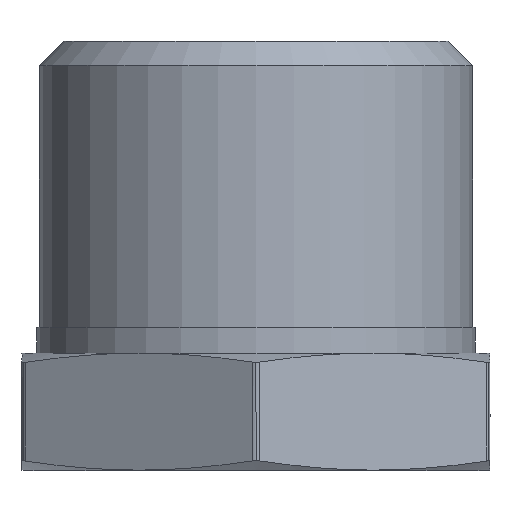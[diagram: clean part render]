
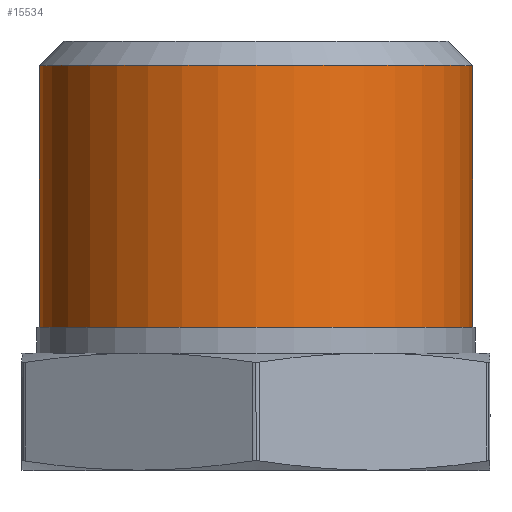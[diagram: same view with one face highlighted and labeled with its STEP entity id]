
A CAD part, top view. The second image highlights one B-rep face of the part: STEP entity #15534.
In plain terms, the highlighted cylindrical face has radius 8.331 mm (diameter 16.662 mm), a partial arc.
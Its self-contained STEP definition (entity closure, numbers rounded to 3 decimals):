
#14 = ORIENTED_EDGE ( 'NONE', *, *, #5354, .T. ) ;
#1586 = DIRECTION ( 'NONE',  ( 1., 0., 0. ) ) ;
#2383 = CARTESIAN_POINT ( 'NONE',  ( 0., 4.5, 0. ) ) ;
#2701 = CIRCLE ( 'NONE', #14511, 8.331 ) ;
#2851 = VERTEX_POINT ( 'NONE', #12757 ) ;
#3029 = CARTESIAN_POINT ( 'NONE',  ( -8.331, 4.5, 0. ) ) ;
#3376 = VECTOR ( 'NONE', #16084, 1000. ) ;
#3471 = AXIS2_PLACEMENT_3D ( 'NONE', #11952, #11891, #1586 ) ;
#3579 = CARTESIAN_POINT ( 'NONE',  ( -8.331, 15.57, 0. ) ) ;
#3636 = DIRECTION ( 'NONE',  ( 0., 1., 0. ) ) ;
#5024 = EDGE_CURVE ( 'NONE', #13630, #15784, #10686, .T. ) ;
#5117 = EDGE_LOOP ( 'NONE', ( #7554, #14, #15847, #9238 ) ) ;
#5354 = EDGE_CURVE ( 'NONE', #2851, #13630, #11527, .T. ) ;
#5515 = VECTOR ( 'NONE', #16021, 1000. ) ;
#6609 = CARTESIAN_POINT ( 'NONE',  ( 8.331, 5.5, 0. ) ) ;
#7554 = ORIENTED_EDGE ( 'NONE', *, *, #16375, .F. ) ;
#7615 = EDGE_CURVE ( 'NONE', #15115, #15784, #2701, .T. ) ;
#8156 = CARTESIAN_POINT ( 'NONE',  ( 8.331, 4.5, 0. ) ) ;
#8266 = FACE_OUTER_BOUND ( 'NONE', #5117, .T. ) ;
#9238 = ORIENTED_EDGE ( 'NONE', *, *, #7615, .F. ) ;
#10293 = AXIS2_PLACEMENT_3D ( 'NONE', #2383, #12781, #11227 ) ;
#10618 = LINE ( 'NONE', #3029, #5515 ) ;
#10686 = LINE ( 'NONE', #8156, #3376 ) ;
#10700 = CARTESIAN_POINT ( 'NONE',  ( 8.331, 15.57, 0. ) ) ;
#11227 = DIRECTION ( 'NONE',  ( 1., 0., 0. ) ) ;
#11527 = CIRCLE ( 'NONE', #3471, 8.331 ) ;
#11891 = DIRECTION ( 'NONE',  ( 0., 1., 0. ) ) ;
#11952 = CARTESIAN_POINT ( 'NONE',  ( 0., 5.5, 0. ) ) ;
#12757 = CARTESIAN_POINT ( 'NONE',  ( -8.331, 5.5, 0. ) ) ;
#12781 = DIRECTION ( 'NONE',  ( 0., 1., 0. ) ) ;
#13630 = VERTEX_POINT ( 'NONE', #6609 ) ;
#14116 = DIRECTION ( 'NONE',  ( 1., 0., 0. ) ) ;
#14511 = AXIS2_PLACEMENT_3D ( 'NONE', #15292, #3636, #14116 ) ;
#15115 = VERTEX_POINT ( 'NONE', #3579 ) ;
#15292 = CARTESIAN_POINT ( 'NONE',  ( 0., 15.57, 0. ) ) ;
#15534 = ADVANCED_FACE ( 'NONE', ( #8266 ), #15822, .T. ) ;
#15784 = VERTEX_POINT ( 'NONE', #10700 ) ;
#15822 = CYLINDRICAL_SURFACE ( 'NONE', #10293, 8.331 ) ;
#15847 = ORIENTED_EDGE ( 'NONE', *, *, #5024, .T. ) ;
#16021 = DIRECTION ( 'NONE',  ( 0., 1., 0. ) ) ;
#16084 = DIRECTION ( 'NONE',  ( 0., 1., 0. ) ) ;
#16375 = EDGE_CURVE ( 'NONE', #2851, #15115, #10618, .T. ) ;
